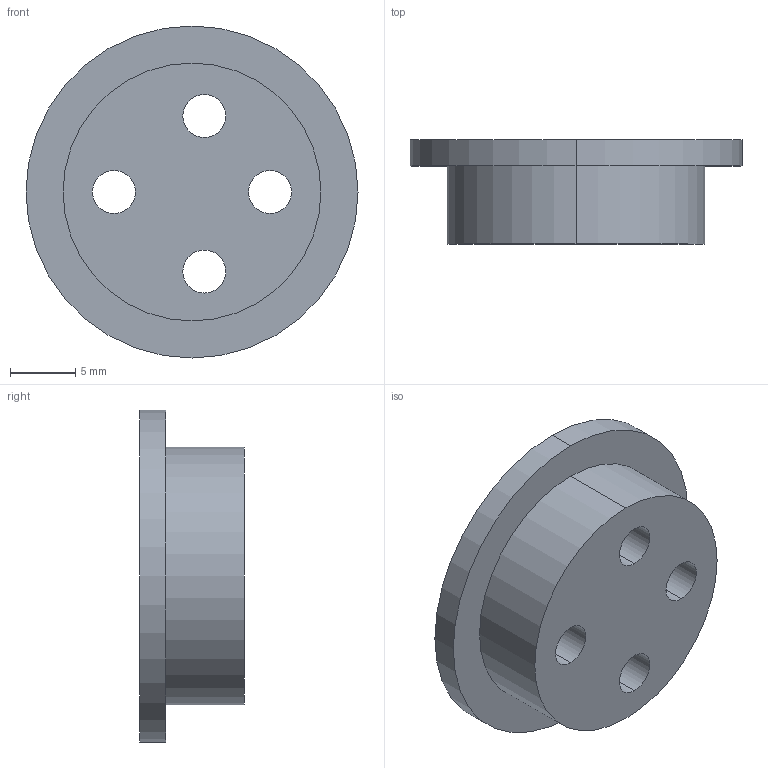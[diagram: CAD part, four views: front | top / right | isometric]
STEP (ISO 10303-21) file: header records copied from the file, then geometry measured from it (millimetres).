
FILE_DESCRIPTION (( 'STEP AP214' ), '1' );
FILE_NAME ('input_shaft_6_1.STEP', '2025-12-28T21:38:42', ( '' ), ( '' ), 'SwSTEP 2.0', 'SolidWorks 2026', '' );
FILE_SCHEMA (( 'AUTOMOTIVE_DESIGN' ));
Length unit declared in the file: millimetre
Products named in the file (1): input_shaft_6_1
Bounding box: 25.5 x 8 x 25.5 mm (x, y, z)
Volume: 2477.7 mm3; surface area: 1874.4 mm2
Topology: 1 solids, 1 shells, 29 faces, 72 edges, 48 vertices
Faces by surface type: plane 17, cylinder 12
Entity records: 909 total; most frequent: DIRECTION 156, CARTESIAN_POINT 150, ORIENTED_EDGE 144, EDGE_CURVE 72, AXIS2_PLACEMENT_3D 54, VECTOR 48, VERTEX_POINT 48, LINE 48
